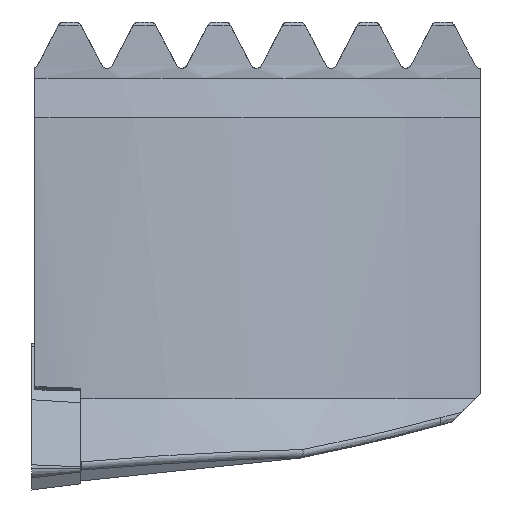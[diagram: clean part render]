
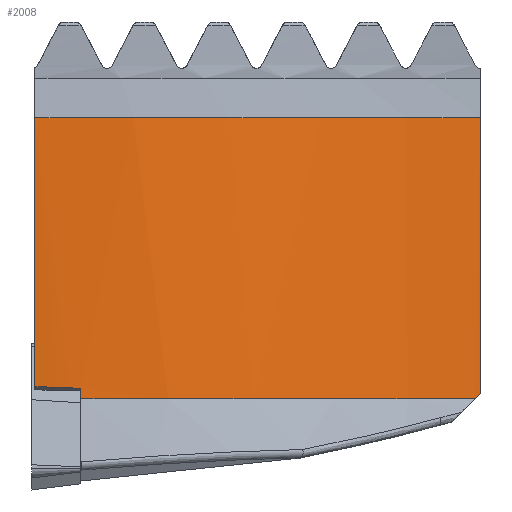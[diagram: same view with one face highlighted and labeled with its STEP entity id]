
A CAD part, left-side view. The second image highlights one B-rep face of the part: STEP entity #2008.
In plain terms, the highlighted cylindrical face has radius 50.56 mm (diameter 101.12 mm), a partial arc.
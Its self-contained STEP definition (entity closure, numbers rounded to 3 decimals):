
#1356=EDGE_CURVE('NONE',#3090,#1454,#3917,.F.);
#1428=VERTEX_POINT('NONE',#3999);
#1454=VERTEX_POINT('NONE',#4028);
#1804=EDGE_CURVE('NONE',#3090,#3070,#4413,.F.);
#1968=VERTEX_POINT('NONE',#4594);
#2008=ADVANCED_FACE('NONE',(#4637),#4638,.T.);
#2056=EDGE_CURVE('NONE',#3330,#1968,#4692,.F.);
#2598=VERTEX_POINT('NONE',#5283);
#3070=VERTEX_POINT('NONE',#5792);
#3090=VERTEX_POINT('NONE',#5815);
#3128=EDGE_CURVE('NONE',#3070,#3330,#5856,.F.);
#3184=EDGE_CURVE('NONE',#2598,#1428,#5916,.F.);
#3194=EDGE_CURVE('NONE',#1428,#1968,#5926,.F.);
#3330=VERTEX_POINT('NONE',#6078);
#3624=EDGE_CURVE('NONE',#2598,#1454,#6404,.F.);
#3917=CIRCLE('',#6743,50.56);
#3999=CARTESIAN_POINT('',(2.44,-0.27,8.286));
#4028=CARTESIAN_POINT('',(2.591,-3.97,7.323));
#4413=ELLIPSE('',#7502,71.503,50.56);
#4594=CARTESIAN_POINT('',(2.44,-0.27,29.89));
#4637=FACE_OUTER_BOUND('',#7841,.T.);
#4638=CYLINDRICAL_SURFACE('',#7842,50.56);
#4692=CIRCLE('',#7915,50.56);
#5283=CARTESIAN_POINT('',(2.591,-3.97,8.16));
#5792=CARTESIAN_POINT('',(17.499,-36.07,7.753));
#5815=CARTESIAN_POINT('',(17.068,-35.64,7.323));
#5856=LINE('',#9917,#9918);
#5916=ELLIPSE('',#10021,66.001,50.56);
#5926=LINE('',#10035,#10036);
#6078=CARTESIAN_POINT('',(17.499,-36.07,29.89));
#6404=LINE('',#11920,#11921);
#6743=AXIS2_PLACEMENT_3D('',#12821,#12822,#12823);
#7502=AXIS2_PLACEMENT_3D('',#13422,#13423,#13424);
#7841=EDGE_LOOP('',(#13696,#13697,#13698,#13699,#13700,#13701,#13702));
#7842=AXIS2_PLACEMENT_3D('',#13703,#13704,#13705);
#7915=AXIS2_PLACEMENT_3D('',#13780,#13781,#13782);
#9917=CARTESIAN_POINT('',(17.499,-36.07,7.323));
#9918=VECTOR('',#15042,1.0);
#10021=AXIS2_PLACEMENT_3D('',#15098,#15099,#15100);
#10035=CARTESIAN_POINT('',(2.44,-0.27,7.323));
#10036=VECTOR('',#15105,1.0);
#11920=CARTESIAN_POINT('',(2.591,-3.97,7.323));
#11921=VECTOR('',#15710,1.0);
#12821=CARTESIAN_POINT('',(53.0,-0.07,7.323));
#12822=DIRECTION('',(0.,0.,1.0));
#12823=DIRECTION('',(-1.0,0.,0.));
#13422=CARTESIAN_POINT('',(53.0,-0.07,-28.247));
#13423=DIRECTION('',(0.,-0.707,-0.707));
#13424=DIRECTION('',(0.,-0.707,0.707));
#13696=ORIENTED_EDGE('',*,*,#3624,.T.);
#13697=ORIENTED_EDGE('',*,*,#1356,.F.);
#13698=ORIENTED_EDGE('',*,*,#1804,.T.);
#13699=ORIENTED_EDGE('',*,*,#3128,.T.);
#13700=ORIENTED_EDGE('',*,*,#2056,.T.);
#13701=ORIENTED_EDGE('',*,*,#3194,.F.);
#13702=ORIENTED_EDGE('',*,*,#3184,.F.);
#13703=CARTESIAN_POINT('',(53.0,-0.07,7.323));
#13704=DIRECTION('',(0.,0.,-1.0));
#13705=DIRECTION('',(-1.0,0.,0.));
#13780=CARTESIAN_POINT('',(53.0,-0.07,29.89));
#13781=DIRECTION('',(0.,0.,1.0));
#13782=DIRECTION('',(-1.0,0.,0.));
#15042=DIRECTION('',(0.,0.,-1.0));
#15098=CARTESIAN_POINT('',(53.0,-0.07,-34.138));
#15099=DIRECTION('',(0.643,0.,0.766));
#15100=DIRECTION('',(-0.766,0.,0.643));
#15105=DIRECTION('',(0.,0.,-1.0));
#15710=DIRECTION('',(0.,0.,1.0));
